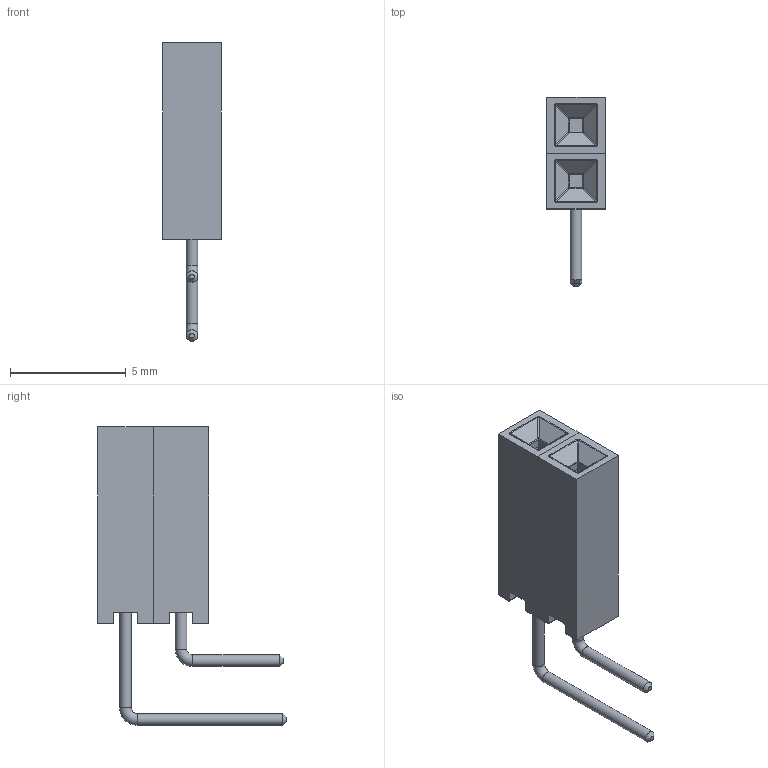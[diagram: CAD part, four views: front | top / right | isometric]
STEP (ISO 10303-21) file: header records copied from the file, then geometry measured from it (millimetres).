
FILE_DESCRIPTION(/* description */ (''),/* implementation_level */ '2;1');
FILE_NAME(/* name */ 'Buchsenleiste_female_90_Gruppe.stp',/* time_stamp */ '2017-10-25T19:45:31+02:00',/* author */ ('Alex'),/* organization */ (''),/* preprocessor_version */ 'ST-DEVELOPER v16.5',/* originating_system */ 'Autodesk Inventor 2017',/* authorisation */ '');
FILE_SCHEMA (('AUTOMOTIVE_DESIGN { 1 0 10303 214 3 1 1 }'));
Length unit declared in the file: millimetre
Products named in the file (3): Buchsenleiste_female_90_Gruppe; Buchsenleiste_female_90_1; Buchsenleiste_female_90_2
Assembly tree (2 placements, depth 2):
  Buchsenleiste_female_90_Gruppe
    Buchsenleiste_female_90_1
    Buchsenleiste_female_90_2
Bounding box: 2.54 x 8.14 x 12.89 mm (x, y, z)
Volume: 98.4 mm3; surface area: 253 mm2
Topology: 2 solids, 2 shells, 112 faces, 258 edges, 154 vertices
Faces by surface type: plane 48, cylinder 36, bspline 24, cone 2, torus 2
Full cylindrical faces by diameter (mm): 0.5 x4
Entity records: 3580 total; most frequent: CARTESIAN_POINT 977, DIRECTION 550, ORIENTED_EDGE 500, EDGE_CURVE 250, AXIS2_PLACEMENT_3D 207, VERTEX_POINT 154, LINE 136, VECTOR 136
